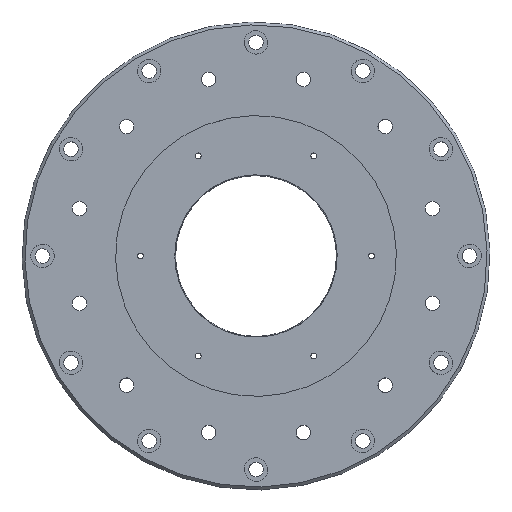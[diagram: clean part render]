
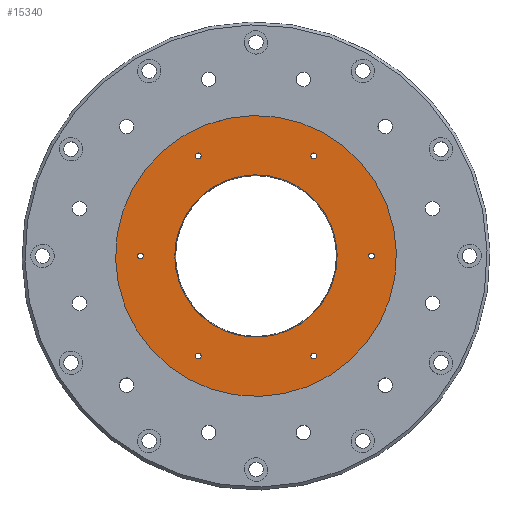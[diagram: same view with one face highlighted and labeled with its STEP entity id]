
A CAD part, top view. The second image highlights one B-rep face of the part: STEP entity #15340.
In plain terms, the highlighted planar face has unit normal (0, 0, 1).
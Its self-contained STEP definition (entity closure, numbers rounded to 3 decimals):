
#13650=CARTESIAN_POINT('',(84.248,-46.025,680.5));
#13660=VERTEX_POINT('',#13650);
#13740=CARTESIAN_POINT('',(-84.248,46.025,680.5));
#13750=VERTEX_POINT('',#13740);
#13780=CARTESIAN_POINT('',(0.,0.,
680.5));
#13790=DIRECTION('',(0.,0.,1.));
#13800=DIRECTION('',(-0.878,0.479,0.));
#13810=AXIS2_PLACEMENT_3D('',#13780,#13790,#13800);
#13820=CIRCLE('',#13810,96.);
#13830=EDGE_CURVE('',#13750,#13660,#13820,.T.);
#14110=CARTESIAN_POINT('',(-55.5,0.,680.5));
#14120=DIRECTION('',(0.,0.,-1.));
#14130=DIRECTION('',(1.,0.,0.));
#14140=AXIS2_PLACEMENT_3D('',#14110,#14120,#14130);
#14150=PLANE('',#14140);
#14160=EDGE_CURVE('',#13660,#13750,#13820,.T.);
#14170=ORIENTED_EDGE('',*,*,#14160,.T.);
#14180=ORIENTED_EDGE('',*,*,#13830,.T.);
#14190=EDGE_LOOP('',(#14180,#14170));
#14200=FACE_OUTER_BOUND('',#14190,.T.);
#14210=CARTESIAN_POINT('',(0.,0.,
680.5));
#14220=DIRECTION('',(0.,0.,-1.));
#14230=DIRECTION('',(0.878,-0.479,0.));
#14240=AXIS2_PLACEMENT_3D('',#14210,#14220,#14230);
#14250=CIRCLE('',#14240,55.5);
#14260=CARTESIAN_POINT('',(-48.706,26.608,680.5));
#14270=VERTEX_POINT('',#14260);
#14280=CARTESIAN_POINT('',(48.706,-26.608,680.5));
#14290=VERTEX_POINT('',#14280);
#14300=EDGE_CURVE('',#14270,#14290,#14250,.T.);
#14310=ORIENTED_EDGE('',*,*,#14300,.T.);
#14320=CARTESIAN_POINT('',(-55.5,0.,680.5));
#14330=VERTEX_POINT('',#14320);
#14340=EDGE_CURVE('',#14330,#14270,#14250,.T.);
#14350=ORIENTED_EDGE('',*,*,#14340,.T.);
#14360=EDGE_CURVE('',#14290,#14330,#14250,.T.);
#14370=ORIENTED_EDGE('',*,*,#14360,.T.);
#14380=EDGE_LOOP('',(#14370,#14350,#14310));
#14390=FACE_BOUND('',#14380,.T.);
#14400=CARTESIAN_POINT('',(-39.5,68.416,680.5));
#14410=DIRECTION('',(-0.,0.,-1.));
#14420=DIRECTION('',(-0.866,-0.5,0.));
#14430=AXIS2_PLACEMENT_3D('',#14400,#14410,#14420);
#14440=CIRCLE('',#14430,2.);
#14450=CARTESIAN_POINT('',(-37.768,69.416,680.5));
#14460=VERTEX_POINT('',#14450);
#14470=CARTESIAN_POINT('',(-41.232,67.416,680.5));
#14480=VERTEX_POINT('',#14470);
#14490=EDGE_CURVE('',#14460,#14480,#14440,.T.);
#14500=ORIENTED_EDGE('',*,*,#14490,.T.);
#14510=EDGE_CURVE('',#14480,#14460,#14440,.T.);
#14520=ORIENTED_EDGE('',*,*,#14510,.T.);
#14530=EDGE_LOOP('',(#14520,#14500));
#14540=FACE_BOUND('',#14530,.T.);
#14550=CARTESIAN_POINT('',(-79.,0.,680.5));
#14560=DIRECTION('',(0.,0.,-1.));
#14570=DIRECTION('',(0.,-1.,0.));
#14580=AXIS2_PLACEMENT_3D('',#14550,#14560,#14570);
#14590=CIRCLE('',#14580,2.);
#14600=CARTESIAN_POINT('',(-79.,-2.,680.5));
#14610=VERTEX_POINT('',#14600);
#14620=CARTESIAN_POINT('',(-79.,2.,680.5));
#14630=VERTEX_POINT('',#14620);
#14640=EDGE_CURVE('',#14610,#14630,#14590,.T.);
#14650=ORIENTED_EDGE('',*,*,#14640,.T.);
#14660=EDGE_CURVE('',#14630,#14610,#14590,.T.);
#14670=ORIENTED_EDGE('',*,*,#14660,.T.);
#14680=EDGE_LOOP('',(#14670,#14650));
#14690=FACE_BOUND('',#14680,.T.);
#14700=CARTESIAN_POINT('',(-39.5,-68.416,680.5));
#14710=DIRECTION('',(0.,0.,-1.));
#14720=DIRECTION('',(0.866,-0.5,0.));
#14730=AXIS2_PLACEMENT_3D('',#14700,#14710,#14720);
#14740=CIRCLE('',#14730,2.);
#14750=CARTESIAN_POINT('',(-37.768,-69.416,680.5));
#14760=VERTEX_POINT('',#14750);
#14770=CARTESIAN_POINT('',(-41.232,-67.416,680.5));
#14780=VERTEX_POINT('',#14770);
#14790=EDGE_CURVE('',#14760,#14780,#14740,.T.);
#14800=ORIENTED_EDGE('',*,*,#14790,.T.);
#14810=EDGE_CURVE('',#14780,#14760,#14740,.T.);
#14820=ORIENTED_EDGE('',*,*,#14810,.T.);
#14830=EDGE_LOOP('',(#14820,#14800));
#14840=FACE_BOUND('',#14830,.T.);
#14850=CARTESIAN_POINT('',(39.5,-68.416,680.5));
#14860=DIRECTION('',(0.,0.,-1.));
#14870=DIRECTION('',(0.866,0.5,0.));
#14880=AXIS2_PLACEMENT_3D('',#14850,#14860,#14870);
#14890=CIRCLE('',#14880,2.);
#14900=CARTESIAN_POINT('',(41.232,-67.416,680.5));
#14910=VERTEX_POINT('',#14900);
#14920=CARTESIAN_POINT('',(37.768,-69.416,680.5));
#14930=VERTEX_POINT('',#14920);
#14940=EDGE_CURVE('',#14910,#14930,#14890,.T.);
#14950=ORIENTED_EDGE('',*,*,#14940,.T.);
#14960=EDGE_CURVE('',#14930,#14910,#14890,.T.);
#14970=ORIENTED_EDGE('',*,*,#14960,.T.);
#14980=EDGE_LOOP('',(#14970,#14950));
#14990=FACE_BOUND('',#14980,.T.);
#15000=CARTESIAN_POINT('',(79.,0.,680.5));
#15010=DIRECTION('',(0.,0.,-1.));
#15020=DIRECTION('',(0.,1.,0.));
#15030=AXIS2_PLACEMENT_3D('',#15000,#15010,#15020);
#15040=CIRCLE('',#15030,2.);
#15050=CARTESIAN_POINT('',(79.,2.,680.5));
#15060=VERTEX_POINT('',#15050);
#15070=CARTESIAN_POINT('',(79.,-2.,680.5));
#15080=VERTEX_POINT('',#15070);
#15090=EDGE_CURVE('',#15060,#15080,#15040,.T.);
#15100=ORIENTED_EDGE('',*,*,#15090,.T.);
#15110=CARTESIAN_POINT('',(77.,0.,680.5));
#15120=VERTEX_POINT('',#15110);
#15130=EDGE_CURVE('',#15120,#15060,#15040,.T.);
#15140=ORIENTED_EDGE('',*,*,#15130,.T.);
#15150=EDGE_CURVE('',#15080,#15120,#15040,.T.);
#15160=ORIENTED_EDGE('',*,*,#15150,.T.);
#15170=EDGE_LOOP('',(#15160,#15140,#15100));
#15180=FACE_BOUND('',#15170,.T.);
#15190=CARTESIAN_POINT('',(39.5,68.416,680.5));
#15200=DIRECTION('',(0.,0.,-1.));
#15210=DIRECTION('',(-0.866,0.5,0.));
#15220=AXIS2_PLACEMENT_3D('',#15190,#15200,#15210);
#15230=CIRCLE('',#15220,2.);
#15240=CARTESIAN_POINT('',(41.232,67.416,680.5));
#15250=VERTEX_POINT('',#15240);
#15260=CARTESIAN_POINT('',(37.768,69.416,680.5));
#15270=VERTEX_POINT('',#15260);
#15280=EDGE_CURVE('',#15250,#15270,#15230,.T.);
#15290=ORIENTED_EDGE('',*,*,#15280,.T.);
#15300=EDGE_CURVE('',#15270,#15250,#15230,.T.);
#15310=ORIENTED_EDGE('',*,*,#15300,.T.);
#15320=EDGE_LOOP('',(#15310,#15290));
#15330=FACE_BOUND('',#15320,.T.);
#15340=ADVANCED_FACE('',(#14200,#14390,#14540,#14690,#14840,#14990,
#15180,#15330),#14150,.F.);
